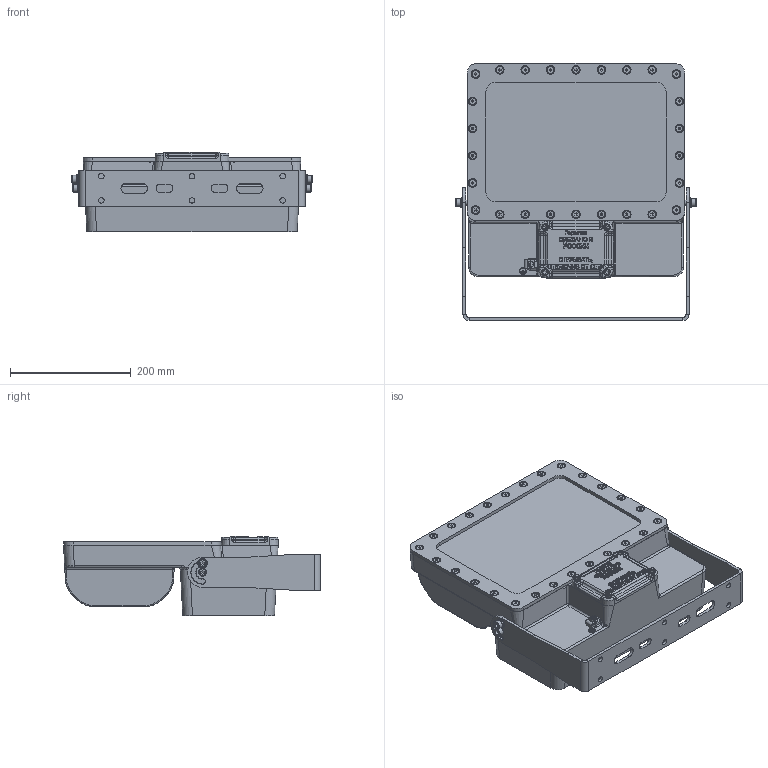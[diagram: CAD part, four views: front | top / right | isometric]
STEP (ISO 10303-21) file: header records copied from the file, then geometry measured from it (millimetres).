
FILE_DESCRIPTION((''),'2;1');
FILE_NAME('СГУ01-14880С_У_12DC.stp','2019-06-04T12:34:16',('L.A.Ronzhin'),(''),'Autodesk Inventor 2012','Autodesk Inventor 2012','');
FILE_SCHEMA(('AUTOMOTIVE_DESIGN { 1 0 10303 214 1 1 1 1 }'));
Length unit declared in the file: millimetre
Products named in the file (1): СГУ01-14880С_У_12DC
Bounding box: 397.2 x 425 x 132.1 mm (x, y, z)
Volume: 10329239.5 mm3; surface area: 886021.9 mm2
Topology: 1 solids, 1 shells, 2179 faces, 5566 edges, 3439 vertices
Faces by surface type: plane 982, cylinder 543, bspline 527, cone 89, torus 20, sphere 18
Full cylindrical faces by diameter (mm): 7.9 x1, 8 x4, 8.4 x2, 9 x8, 9.43 x6, 10 x5, 11 x4, 11.34 x26, 11.4 x1, 13 x4, 16 x1
Entity records: 77863 total; most frequent: CARTESIAN_POINT 26981, ORIENTED_EDGE 10540, DIRECTION 9085, EDGE_CURVE 5270, VERTEX_POINT 3359, AXIS2_PLACEMENT_3D 3059, VECTOR 2967, LINE 2967
